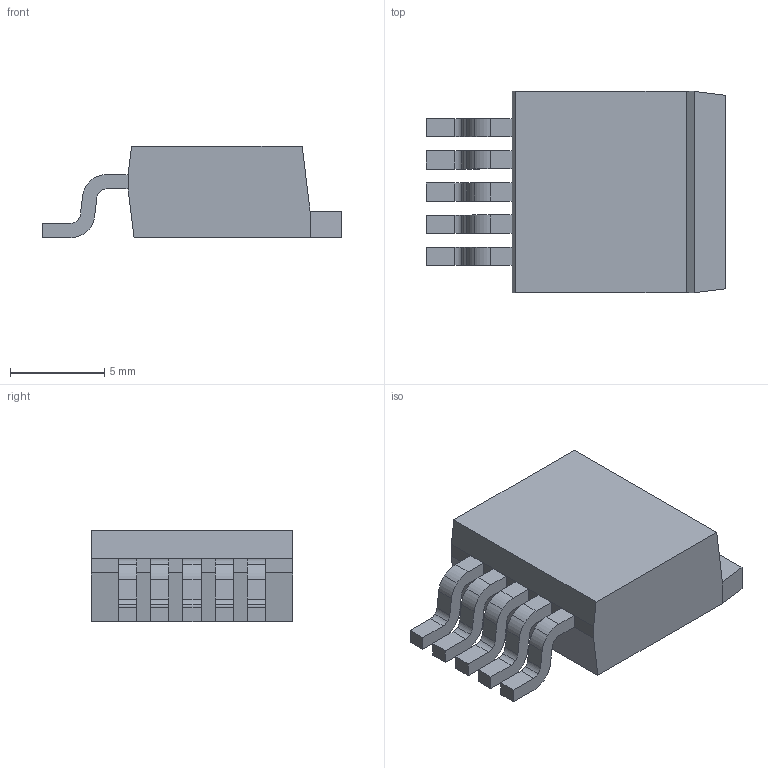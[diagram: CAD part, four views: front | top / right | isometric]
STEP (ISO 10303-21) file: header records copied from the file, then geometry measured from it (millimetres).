
FILE_DESCRIPTION((''),'2;1');
FILE_NAME('TO170P1524X483-6N.stp','2008-10-16T08:21:43',(''),(''),'Mechanical Desktop 2006','Mechanical Desktop 2006',', , ');
FILE_SCHEMA(('AUTOMOTIVE_DESIGN { 1 2 10303 214 0 1 1 1 }'));
Length unit declared in the file: millimetre
Products named in the file (1): TO170P1524X483-6N
Bounding box: 15.88 x 10.67 x 4.84 mm (x, y, z)
Volume: 531.3 mm3; surface area: 574.8 mm2
Topology: 7 solids, 7 shells, 105 faces, 274 edges, 184 vertices
Faces by surface type: plane 65, cylinder 40
Entity records: 3287 total; most frequent: DIRECTION 566, CARTESIAN_POINT 563, ORIENTED_EDGE 546, EDGE_CURVE 273, VECTOR 194, LINE 194, AXIS2_PLACEMENT_3D 186, VERTEX_POINT 182
